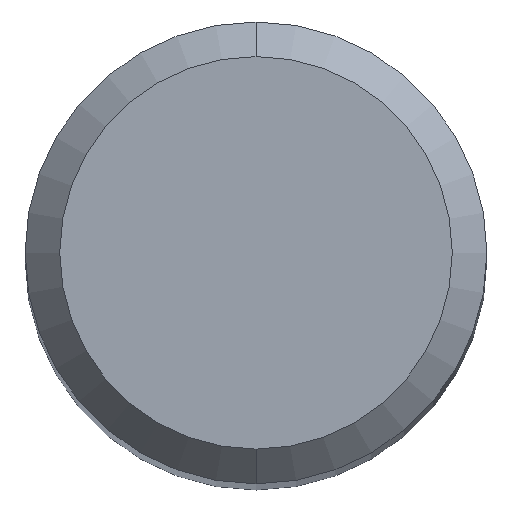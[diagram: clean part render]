
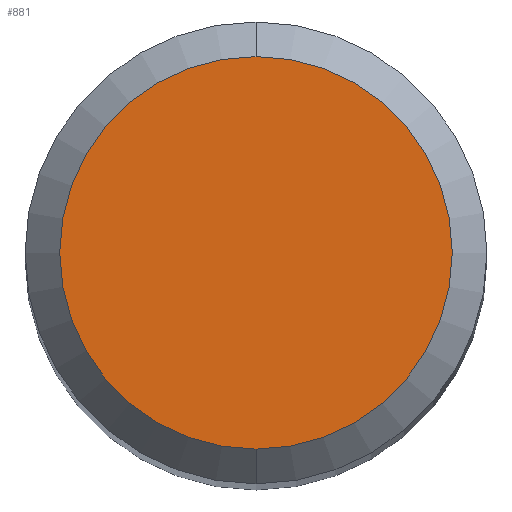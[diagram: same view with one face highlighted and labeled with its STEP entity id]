
A CAD part, top view. The second image highlights one B-rep face of the part: STEP entity #881.
In plain terms, the highlighted planar face has unit normal (0, 0, 1).
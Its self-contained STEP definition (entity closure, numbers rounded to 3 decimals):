
#731=VERTEX_POINT('',#1434);
#801=EDGE_CURVE('',#823,#731,#1509,.T.);
#823=VERTEX_POINT('',#1532);
#827=EDGE_CURVE('',#731,#823,#1537,.T.);
#881=ADVANCED_FACE('',(#1594),#1595,.T.);
#1434=CARTESIAN_POINT('',(0.0,1.7,0.0));
#1509=CIRCLE('',#3667,1.7);
#1532=CARTESIAN_POINT('',(0.,-1.7,0.0));
#1537=CIRCLE('',#3732,1.7);
#1594=FACE_OUTER_BOUND('',#4023,.T.);
#1595=PLANE('',#4024);
#3667=AXIS2_PLACEMENT_3D('',#5046,#5047,#5048);
#3732=AXIS2_PLACEMENT_3D('',#5080,#5081,#5082);
#4023=EDGE_LOOP('',(#5123,#5124));
#4024=AXIS2_PLACEMENT_3D('',#5125,#5126,#5127);
#5046=CARTESIAN_POINT('',(0.0,0.0,0.0));
#5047=DIRECTION('',(0.0,0.0,-1.0));
#5048=DIRECTION('',(0.0,1.0,0.0));
#5080=CARTESIAN_POINT('',(0.0,0.0,0.0));
#5081=DIRECTION('',(0.0,0.0,-1.0));
#5082=DIRECTION('',(0.0,1.0,0.0));
#5123=ORIENTED_EDGE('',*,*,#827,.F.);
#5124=ORIENTED_EDGE('',*,*,#801,.F.);
#5125=CARTESIAN_POINT('',(0.0,0.85,0.0));
#5126=DIRECTION('',(-0.0,0.0,1.0));
#5127=DIRECTION('',(0.0,-1.0,0.0));
